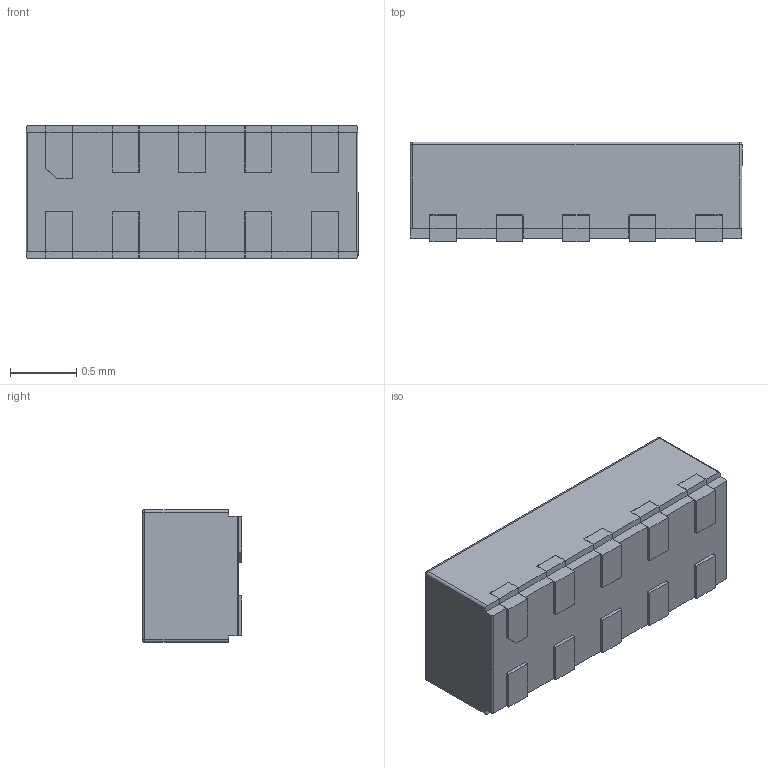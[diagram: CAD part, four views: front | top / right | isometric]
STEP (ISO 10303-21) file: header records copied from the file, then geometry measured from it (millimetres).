
FILE_DESCRIPTION (( 'STEP AP214' ), '1' );
FILE_NAME ('PESD4USB3UTBS-QX.STEP', '2025-01-27T07:51:46', ( '' ), ( '' ), 'SwSTEP 2.0', 'SolidWorks 2016', '' );
FILE_SCHEMA (( 'AUTOMOTIVE_DESIGN' ));
Length unit declared in the file: millimetre
Products named in the file (1): PESD4USB3UTBS-QX
Bounding box: 2.5 x 0.75 x 1 mm (x, y, z)
Volume: 1.8 mm3; surface area: 14.7 mm2
Topology: 11 solids, 11 shells, 169 faces, 430 edges, 280 vertices
Faces by surface type: plane 153, cylinder 12, sphere 4
Entity records: 5092 total; most frequent: CARTESIAN_POINT 876, ORIENTED_EDGE 852, DIRECTION 790, EDGE_CURVE 426, LINE 402, VECTOR 402, VERTEX_POINT 280, AXIS2_PLACEMENT_3D 194
